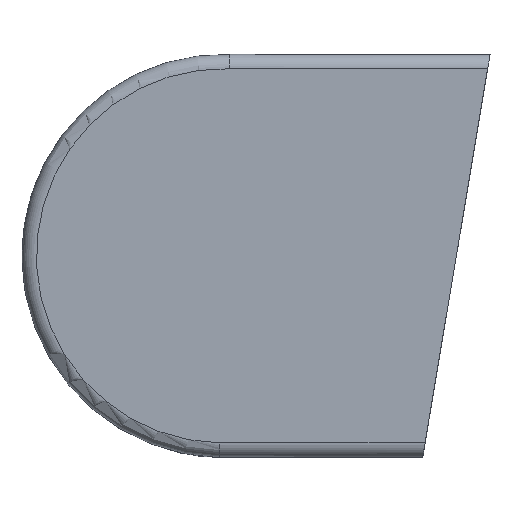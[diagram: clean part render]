
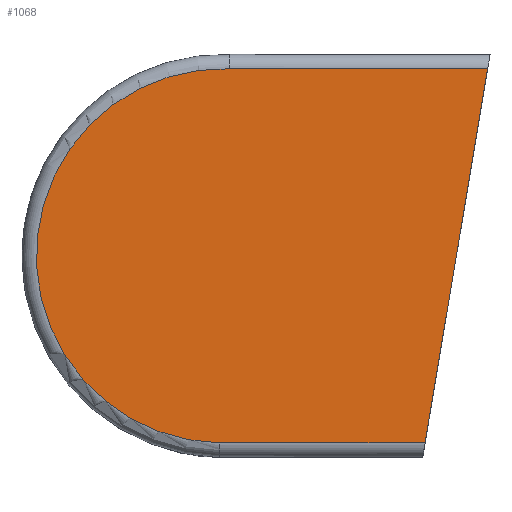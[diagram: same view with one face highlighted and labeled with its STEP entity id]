
A CAD part, top view. The second image highlights one B-rep face of the part: STEP entity #1068.
In plain terms, the highlighted planar face has unit normal (0, 0, 1).
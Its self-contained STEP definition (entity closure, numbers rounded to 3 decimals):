
#8 = VECTOR ( 'NONE', #572, 1000. ) ;
#134 = ORIENTED_EDGE ( 'NONE', *, *, #847, .T. ) ;
#150 = DIRECTION ( 'NONE',  ( 1., 0., 0. ) ) ;
#190 = LINE ( 'NONE', #461, #1515 ) ;
#198 = CARTESIAN_POINT ( 'NONE',  ( -16.105, 24.693, 51.1 ) ) ;
#286 = CARTESIAN_POINT ( 'NONE',  ( -14.023, 89.805, 51.1 ) ) ;
#381 = VERTEX_POINT ( 'NONE', #1366 ) ;
#430 = CARTESIAN_POINT ( 'NONE',  ( 53.231, -45.436, 51.1 ) ) ;
#461 = CARTESIAN_POINT ( 'NONE',  ( 53.231, -40.436, 51.1 ) ) ;
#470 = CARTESIAN_POINT ( 'NONE',  ( -14.099, 89.805, 51.1 ) ) ;
#509 = CARTESIAN_POINT ( 'NONE',  ( 75.816, 89.805, 51.1 ) ) ;
#572 = DIRECTION ( 'NONE',  ( 0.165, 0.986, 0. ) ) ;
#651 = DIRECTION ( 'NONE',  ( 0., 0., 1. ) ) ;
#722 = DIRECTION ( 'NONE',  ( 1., 0., 0. ) ) ;
#732 = LINE ( 'NONE', #286, #1465 ) ;
#760 = EDGE_CURVE ( 'NONE', #1184, #381, #190, .T. ) ;
#847 = EDGE_CURVE ( 'NONE', #1267, #1184, #1341, .T. ) ;
#859 = EDGE_LOOP ( 'NONE', ( #1556, #890, #134, #1818 ) ) ;
#862 = VERTEX_POINT ( 'NONE', #509 ) ;
#887 = FACE_OUTER_BOUND ( 'NONE', #859, .T. ) ;
#890 = ORIENTED_EDGE ( 'NONE', *, *, #1654, .T. ) ;
#893 = AXIS2_PLACEMENT_3D ( 'NONE', #1143, #1134, #722 ) ;
#925 = AXIS2_PLACEMENT_3D ( 'NONE', #198, #651, #1226 ) ;
#1068 = ADVANCED_FACE ( 'NONE', ( #887 ), #1160, .T. ) ;
#1134 = DIRECTION ( 'NONE',  ( 0., 0., 1. ) ) ;
#1143 = CARTESIAN_POINT ( 'NONE',  ( -16.105, 24.693, 51.1 ) ) ;
#1160 = PLANE ( 'NONE',  #893 ) ;
#1184 = VERTEX_POINT ( 'NONE', #1752 ) ;
#1226 = DIRECTION ( 'NONE',  ( 1., 0., 0. ) ) ;
#1267 = VERTEX_POINT ( 'NONE', #470 ) ;
#1301 = LINE ( 'NONE', #430, #8 ) ;
#1341 = CIRCLE ( 'NONE', #925, 65.143 ) ;
#1366 = CARTESIAN_POINT ( 'NONE',  ( 54.066, -40.436, 51.1 ) ) ;
#1465 = VECTOR ( 'NONE', #1703, 1000. ) ;
#1515 = VECTOR ( 'NONE', #150, 1000. ) ;
#1556 = ORIENTED_EDGE ( 'NONE', *, *, #1587, .T. ) ;
#1587 = EDGE_CURVE ( 'NONE', #381, #862, #1301, .T. ) ;
#1654 = EDGE_CURVE ( 'NONE', #862, #1267, #732, .T. ) ;
#1703 = DIRECTION ( 'NONE',  ( -1., 0., 0. ) ) ;
#1752 = CARTESIAN_POINT ( 'NONE',  ( -17.435, -40.436, 51.1 ) ) ;
#1818 = ORIENTED_EDGE ( 'NONE', *, *, #760, .T. ) ;
